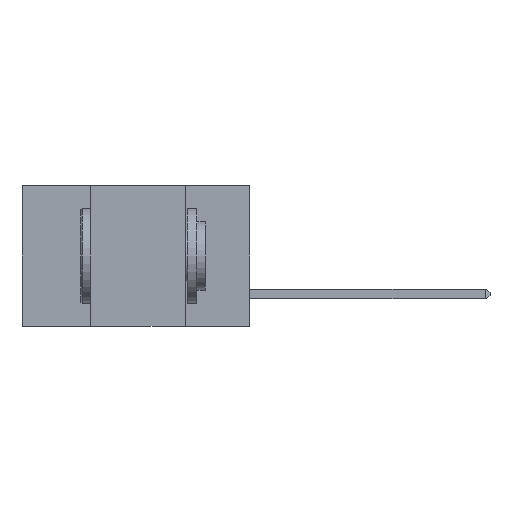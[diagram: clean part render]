
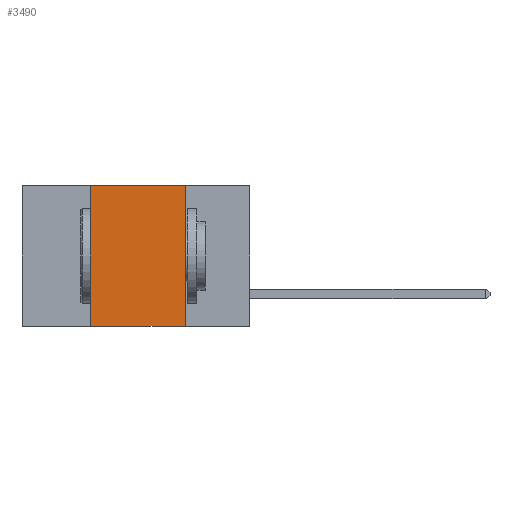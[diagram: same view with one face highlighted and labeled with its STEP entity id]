
A CAD part, left-side view. The second image highlights one B-rep face of the part: STEP entity #3490.
In plain terms, the highlighted planar face has unit normal (-1, 0, 0).
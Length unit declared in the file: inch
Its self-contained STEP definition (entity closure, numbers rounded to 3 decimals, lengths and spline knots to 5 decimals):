
#521 = DIRECTION ( 'NONE',  ( 0., 0., -1. ) ) ;
#820 = DIRECTION ( 'NONE',  ( 0., 0., -1. ) ) ;
#839 = AXIS2_PLACEMENT_3D ( 'NONE', #3565, #4733, #820 ) ;
#1027 = CARTESIAN_POINT ( 'NONE',  ( 0., 0.17, 0. ) ) ;
#2209 = LINE ( 'NONE', #1027, #10103 ) ;
#3097 = VERTEX_POINT ( 'NONE', #7434 ) ;
#3267 = ORIENTED_EDGE ( 'NONE', *, *, #4526, .F. ) ;
#3399 = ORIENTED_EDGE ( 'NONE', *, *, #3638, .F. ) ;
#3482 = ORIENTED_EDGE ( 'NONE', *, *, #9734, .F. ) ;
#3490 = ADVANCED_FACE ( 'NONE', ( #3555 ), #10160, .F. ) ;
#3521 = ORIENTED_EDGE ( 'NONE', *, *, #8348, .T. ) ;
#3555 = FACE_OUTER_BOUND ( 'NONE', #5305, .T. ) ;
#3565 = CARTESIAN_POINT ( 'NONE',  ( 0., 0.6, 0. ) ) ;
#3573 = DIRECTION ( 'NONE',  ( 0., -1., 0. ) ) ;
#3638 = EDGE_CURVE ( 'NONE', #6540, #9943, #6578, .T. ) ;
#4293 = CARTESIAN_POINT ( 'NONE',  ( 0., 0.42, 0. ) ) ;
#4465 = VECTOR ( 'NONE', #8914, 39.37008 ) ;
#4526 = EDGE_CURVE ( 'NONE', #9943, #8265, #2209, .T. ) ;
#4710 = LINE ( 'NONE', #5907, #4465 ) ;
#4733 = DIRECTION ( 'NONE',  ( 1., 0., 0. ) ) ;
#4740 = DIRECTION ( 'NONE',  ( 0., 0., 1. ) ) ;
#5305 = EDGE_LOOP ( 'NONE', ( #3267, #3399, #3482, #3521 ) ) ;
#5907 = CARTESIAN_POINT ( 'NONE',  ( 0., 0.6, -0.37 ) ) ;
#6540 = VERTEX_POINT ( 'NONE', #4293 ) ;
#6578 = LINE ( 'NONE', #9944, #10121 ) ;
#7434 = CARTESIAN_POINT ( 'NONE',  ( 0., 0.42, -0.37 ) ) ;
#8113 = CARTESIAN_POINT ( 'NONE',  ( 0., 0.17, -0.37 ) ) ;
#8200 = CARTESIAN_POINT ( 'NONE',  ( 0., 0.17, 0. ) ) ;
#8265 = VERTEX_POINT ( 'NONE', #8113 ) ;
#8348 = EDGE_CURVE ( 'NONE', #3097, #8265, #4710, .T. ) ;
#8415 = LINE ( 'NONE', #9917, #9997 ) ;
#8914 = DIRECTION ( 'NONE',  ( 0., -1., 0. ) ) ;
#9734 = EDGE_CURVE ( 'NONE', #3097, #6540, #8415, .T. ) ;
#9917 = CARTESIAN_POINT ( 'NONE',  ( 0., 0.42, 0. ) ) ;
#9943 = VERTEX_POINT ( 'NONE', #8200 ) ;
#9944 = CARTESIAN_POINT ( 'NONE',  ( 0., 0.6, 0. ) ) ;
#9997 = VECTOR ( 'NONE', #4740, 39.37008 ) ;
#10103 = VECTOR ( 'NONE', #521, 39.37008 ) ;
#10121 = VECTOR ( 'NONE', #3573, 39.37008 ) ;
#10160 = PLANE ( 'NONE',  #839 ) ;
